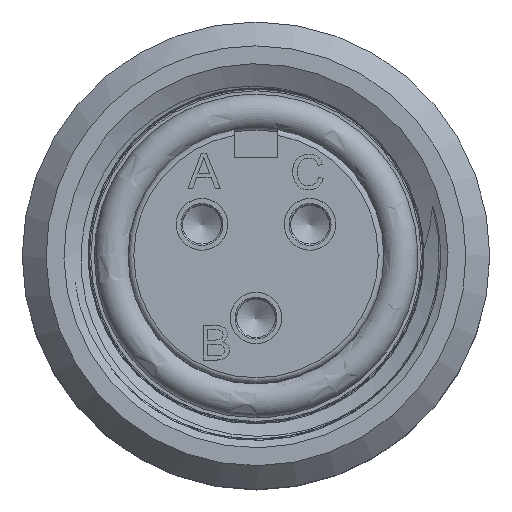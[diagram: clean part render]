
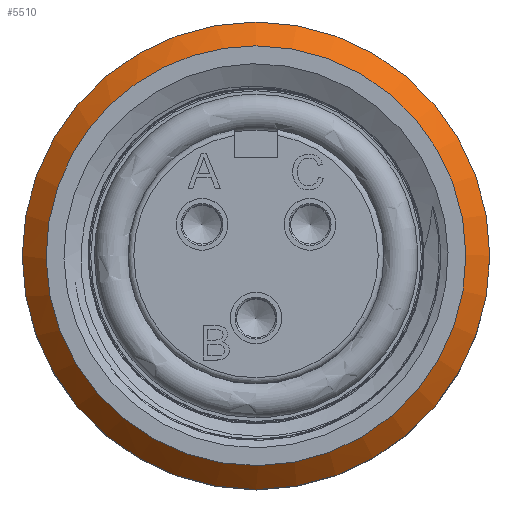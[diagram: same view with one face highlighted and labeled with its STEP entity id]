
A CAD part, top view. The second image highlights one B-rep face of the part: STEP entity #5510.
In plain terms, the highlighted conical face has half-angle 45 degrees and reference radius 9.779 mm.
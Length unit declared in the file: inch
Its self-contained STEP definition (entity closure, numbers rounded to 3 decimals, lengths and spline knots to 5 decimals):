
#163=CONICAL_SURFACE('',#6276,0.385,45.);
#809=FACE_BOUND('',#1753,.T.);
#1203=FACE_OUTER_BOUND('',#1752,.T.);
#1752=EDGE_LOOP('',(#4550));
#1753=EDGE_LOOP('',(#4551));
#1773=CIRCLE('',#5533,0.40651);
#2155=CIRCLE('',#6277,0.365);
#2159=VERTEX_POINT('',#7966);
#2556=VERTEX_POINT('',#11345);
#2560=EDGE_CURVE('',#2159,#2159,#1773,.T.);
#3193=EDGE_CURVE('',#2556,#2556,#2155,.T.);
#4550=ORIENTED_EDGE('',*,*,#2560,.F.);
#4551=ORIENTED_EDGE('',*,*,#3193,.T.);
#5510=ADVANCED_FACE('',(#1203,#809),#163,.T.);
#5533=AXIS2_PLACEMENT_3D('',#7967,#6294,#6295);
#6276=AXIS2_PLACEMENT_3D('',#11344,#7936,#7937);
#6277=AXIS2_PLACEMENT_3D('',#11346,#7938,#7939);
#6294=DIRECTION('center_axis',(0.,0.,-1.));
#6295=DIRECTION('ref_axis',(1.,0.,0.));
#7936=DIRECTION('center_axis',(0.,0.,
-1.));
#7937=DIRECTION('ref_axis',(0.874,-0.485,0.));
#7938=DIRECTION('center_axis',(0.,0.,
-1.));
#7939=DIRECTION('ref_axis',(0.874,-0.485,0.));
#7966=CARTESIAN_POINT('',(0.,0.40651,-0.20951));
#7967=CARTESIAN_POINT('Origin',(0.,0.,-0.20951));
#11344=CARTESIAN_POINT('Origin',(0.,0.,
-0.188));
#11345=CARTESIAN_POINT('',(-0.31913,0.17714,-0.168));
#11346=CARTESIAN_POINT('Origin',(0.,0.,
-0.168));
